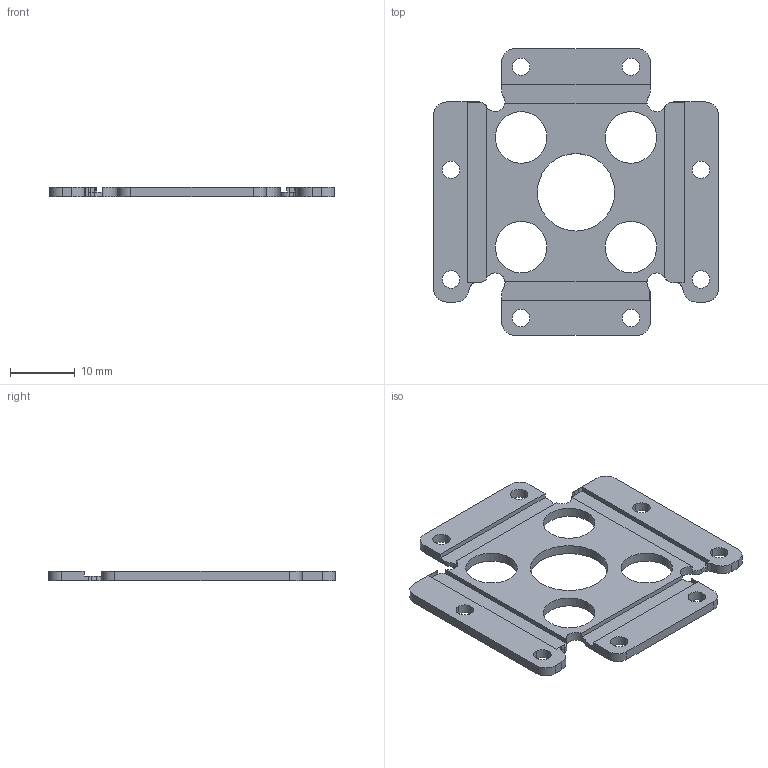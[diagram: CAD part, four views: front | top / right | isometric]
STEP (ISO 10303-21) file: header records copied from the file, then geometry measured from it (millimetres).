
FILE_DESCRIPTION(/* description */ (''),/* implementation_level */ '2;1');
FILE_NAME(/* name */ '11_FR07_SC101.step',/* time_stamp */ '2011-05-25T17:32:50-04:00',/* author */ (''),/* organization */ (''),/* preprocessor_version */ 'ST-DEVELOPER v11',/* originating_system */ 'SIEMENS PLM Software NX 7.0',/* authorisation */ '');
FILE_SCHEMA (('AUTOMOTIVE_DESIGN { 1 0 10303 214 1 1 1 1 }'));
Length unit declared in the file: millimetre
Products named in the file (1): 11_FR07_SC101
Bounding box: 44.13 x 44.43 x 1.5 mm (x, y, z)
Volume: 1665.6 mm3; surface area: 3256.1 mm2
Topology: 1 solids, 1 shells, 110 faces, 311 edges, 203 vertices
Faces by surface type: plane 58, cylinder 50, extrusion 2
Entity records: 3818 total; most frequent: CARTESIAN_POINT 786, DIRECTION 646, ORIENTED_EDGE 622, EDGE_CURVE 311, AXIS2_PLACEMENT_3D 229, VERTEX_POINT 203, VECTOR 188, LINE 186
